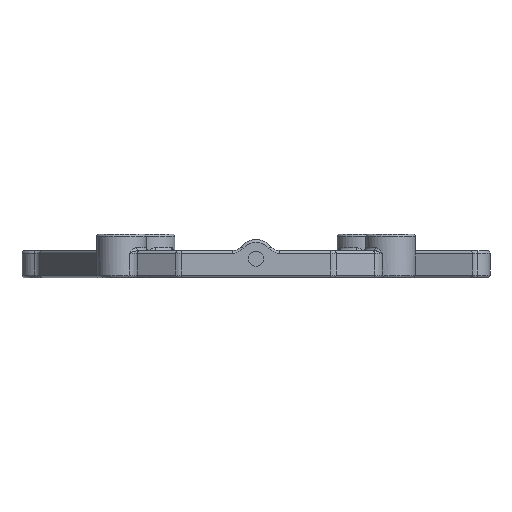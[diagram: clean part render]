
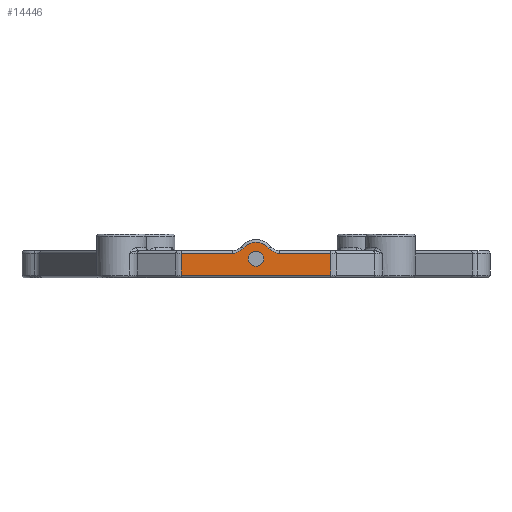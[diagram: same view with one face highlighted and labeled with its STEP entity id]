
A CAD part, left-side view. The second image highlights one B-rep face of the part: STEP entity #14446.
In plain terms, the highlighted planar face has unit normal (-1, 0, 0).
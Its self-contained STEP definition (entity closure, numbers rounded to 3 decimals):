
#374=FACE_BOUND('',#4966,.T.);
#1884=LINE('',#25899,#3215);
#1901=LINE('',#25950,#3232);
#1902=LINE('',#25954,#3233);
#1903=LINE('',#25956,#3234);
#1904=LINE('',#25963,#3235);
#3215=VECTOR('',#18731,10.);
#3232=VECTOR('',#18790,10.);
#3233=VECTOR('',#18795,10.);
#3234=VECTOR('',#18796,10.);
#3235=VECTOR('',#18803,10.);
#4042=FACE_OUTER_BOUND('',#4965,.T.);
#4965=EDGE_LOOP('',(#12422,#12423,#12424,#12425,#12426,#12427,#12428,#12429));
#4966=EDGE_LOOP('',(#12430));
#5574=CIRCLE('',#15559,2.5);
#5575=CIRCLE('',#15560,3.);
#5576=CIRCLE('',#15561,2.5);
#5577=CIRCLE('',#15562,1.4);
#6887=VERTEX_POINT('',#25779);
#6914=VERTEX_POINT('',#25895);
#6927=VERTEX_POINT('',#25949);
#6928=VERTEX_POINT('',#25953);
#6929=VERTEX_POINT('',#25955);
#6930=VERTEX_POINT('',#25957);
#6931=VERTEX_POINT('',#25959);
#6932=VERTEX_POINT('',#25961);
#6933=VERTEX_POINT('',#25964);
#8797=EDGE_CURVE('',#6887,#6914,#1884,.T.);
#8822=EDGE_CURVE('',#6914,#6927,#1901,.T.);
#8824=EDGE_CURVE('',#6928,#6887,#1902,.T.);
#8825=EDGE_CURVE('',#6929,#6928,#1903,.T.);
#8826=EDGE_CURVE('',#6930,#6929,#5574,.T.);
#8827=EDGE_CURVE('',#6931,#6930,#5575,.T.);
#8828=EDGE_CURVE('',#6932,#6931,#5576,.T.);
#8829=EDGE_CURVE('',#6927,#6932,#1904,.T.);
#8830=EDGE_CURVE('',#6933,#6933,#5577,.T.);
#12422=ORIENTED_EDGE('',*,*,#8797,.F.);
#12423=ORIENTED_EDGE('',*,*,#8824,.F.);
#12424=ORIENTED_EDGE('',*,*,#8825,.F.);
#12425=ORIENTED_EDGE('',*,*,#8826,.F.);
#12426=ORIENTED_EDGE('',*,*,#8827,.F.);
#12427=ORIENTED_EDGE('',*,*,#8828,.F.);
#12428=ORIENTED_EDGE('',*,*,#8829,.F.);
#12429=ORIENTED_EDGE('',*,*,#8822,.F.);
#12430=ORIENTED_EDGE('',*,*,#8830,.T.);
#13743=PLANE('',#15558);
#14446=ADVANCED_FACE('',(#4042,#374),#13743,.T.);
#15558=AXIS2_PLACEMENT_3D('',#25952,#18793,#18794);
#15559=AXIS2_PLACEMENT_3D('',#25958,#18797,#18798);
#15560=AXIS2_PLACEMENT_3D('',#25960,#18799,#18800);
#15561=AXIS2_PLACEMENT_3D('',#25962,#18801,#18802);
#15562=AXIS2_PLACEMENT_3D('',#25965,#18804,#18805);
#18731=DIRECTION('',(0.,1.,0.));
#18790=DIRECTION('',(0.,0.,1.));
#18793=DIRECTION('center_axis',(-1.,0.,0.));
#18794=DIRECTION('ref_axis',(0.,-1.,0.));
#18795=DIRECTION('',(0.,0.,-1.));
#18796=DIRECTION('',(0.,-1.,0.));
#18797=DIRECTION('center_axis',(-1.,0.,0.));
#18798=DIRECTION('ref_axis',(0.,0.426,-0.905));
#18799=DIRECTION('center_axis',(1.,0.,0.));
#18800=DIRECTION('ref_axis',(0.,0.,1.));
#18801=DIRECTION('center_axis',(-1.,0.,0.));
#18802=DIRECTION('ref_axis',(0.,-0.426,-0.905));
#18803=DIRECTION('',(0.,-1.,0.));
#18804=DIRECTION('center_axis',(1.,0.,0.));
#18805=DIRECTION('ref_axis',(0.,0.,1.));
#25779=CARTESIAN_POINT('',(-42.,-52.226,0.5));
#25895=CARTESIAN_POINT('',(-42.,-24.974,0.5));
#25899=CARTESIAN_POINT('',(-42.,-31.536,0.5));
#25949=CARTESIAN_POINT('',(-42.,-24.974,4.5));
#25950=CARTESIAN_POINT('',(-42.,-24.974,0.));
#25952=CARTESIAN_POINT('Origin',(-42.,-24.472,0.));
#25953=CARTESIAN_POINT('',(-42.,-52.226,4.5));
#25954=CARTESIAN_POINT('',(-42.,-52.226,0.));
#25955=CARTESIAN_POINT('',(-42.,-42.843,4.5));
#25956=CARTESIAN_POINT('',(-42.,-31.536,4.5));
#25957=CARTESIAN_POINT('',(-42.,-40.914,5.409));
#25958=CARTESIAN_POINT('Origin',(-42.,-42.843,7.));
#25959=CARTESIAN_POINT('',(-42.,-36.286,5.409));
#25960=CARTESIAN_POINT('Origin',(-42.,-38.6,3.5));
#25961=CARTESIAN_POINT('',(-42.,-34.357,4.5));
#25962=CARTESIAN_POINT('Origin',(-42.,-34.357,7.));
#25963=CARTESIAN_POINT('',(-42.,-31.536,4.5));
#25964=CARTESIAN_POINT('',(-42.,-38.6,2.1));
#25965=CARTESIAN_POINT('Origin',(-42.,-38.6,3.5));
